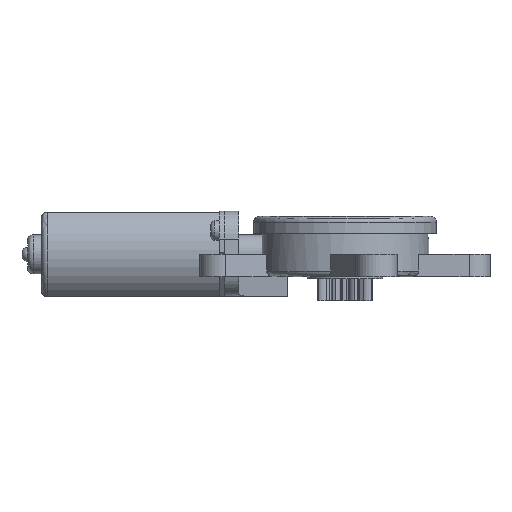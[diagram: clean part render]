
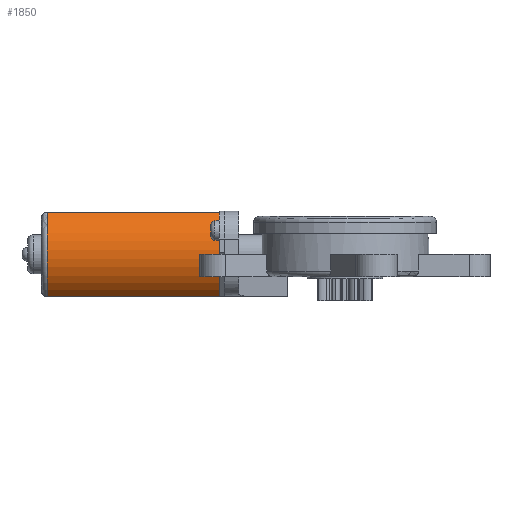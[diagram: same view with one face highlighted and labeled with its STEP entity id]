
A CAD part, front view. The second image highlights one B-rep face of the part: STEP entity #1850.
In plain terms, the highlighted cylindrical face has radius 19.5 mm (diameter 39 mm), a partial arc.
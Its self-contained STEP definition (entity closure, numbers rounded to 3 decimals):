
#104 = AXIS2_PLACEMENT_3D ( 'NONE', #10281, #4058, #1606 ) ;
#266 = AXIS2_PLACEMENT_3D ( 'NONE', #11490, #4023, #12728 ) ;
#739 = EDGE_CURVE ( 'NONE', #12420, #1504, #15385, .T. ) ;
#1504 = VERTEX_POINT ( 'NONE', #11791 ) ;
#1606 = DIRECTION ( 'NONE',  ( 0., 0., -1. ) ) ;
#1850 = ADVANCED_FACE ( 'NONE', ( #12649 ), #15554, .T. ) ;
#1858 = CARTESIAN_POINT ( 'NONE',  ( -108.95, 19.381, -12.15 ) ) ;
#3299 = VECTOR ( 'NONE', #5291, 1000. ) ;
#4023 = DIRECTION ( 'NONE',  ( 1., 0., 0. ) ) ;
#4058 = DIRECTION ( 'NONE',  ( 1., 0., 0. ) ) ;
#4908 = CIRCLE ( 'NONE', #9007, 19.5 ) ;
#5291 = DIRECTION ( 'NONE',  ( 1., 0., 0. ) ) ;
#5527 = CARTESIAN_POINT ( 'NONE',  ( -106.95, 19.381, 18.15 ) ) ;
#6288 = DIRECTION ( 'NONE',  ( -1., 0., 0. ) ) ;
#6593 = LINE ( 'NONE', #9000, #3299 ) ;
#6821 = DIRECTION ( 'NONE',  ( 1., 0., 0. ) ) ;
#7616 = VERTEX_POINT ( 'NONE', #5527 ) ;
#7762 = CARTESIAN_POINT ( 'NONE',  ( -106.95, 19.381, -12.15 ) ) ;
#7916 = ORIENTED_EDGE ( 'NONE', *, *, #14872, .T. ) ;
#8318 = EDGE_CURVE ( 'NONE', #7616, #12469, #6593, .T. ) ;
#9000 = CARTESIAN_POINT ( 'NONE',  ( -108.95, 19.381, 18.15 ) ) ;
#9007 = AXIS2_PLACEMENT_3D ( 'NONE', #13739, #6288, #14987 ) ;
#10084 = EDGE_CURVE ( 'NONE', #1504, #12469, #4908, .T. ) ;
#10281 = CARTESIAN_POINT ( 'NONE',  ( -108.95, 31.658, 3. ) ) ;
#11490 = CARTESIAN_POINT ( 'NONE',  ( -106.95, 31.658, 3. ) ) ;
#11791 = CARTESIAN_POINT ( 'NONE',  ( -45.15, 19.381, -12.15 ) ) ;
#12085 = ORIENTED_EDGE ( 'NONE', *, *, #739, .T. ) ;
#12096 = VECTOR ( 'NONE', #6821, 1000. ) ;
#12420 = VERTEX_POINT ( 'NONE', #7762 ) ;
#12469 = VERTEX_POINT ( 'NONE', #14086 ) ;
#12649 = FACE_OUTER_BOUND ( 'NONE', #15069, .T. ) ;
#12728 = DIRECTION ( 'NONE',  ( 0., 0., 1. ) ) ;
#13739 = CARTESIAN_POINT ( 'NONE',  ( -45.15, 31.658, 3. ) ) ;
#14086 = CARTESIAN_POINT ( 'NONE',  ( -45.15, 19.381, 18.15 ) ) ;
#14872 = EDGE_CURVE ( 'NONE', #7616, #12420, #15117, .T. ) ;
#14987 = DIRECTION ( 'NONE',  ( 0., 0., 1. ) ) ;
#15069 = EDGE_LOOP ( 'NONE', ( #15718, #7916, #12085, #15560 ) ) ;
#15117 = CIRCLE ( 'NONE', #266, 19.5 ) ;
#15385 = LINE ( 'NONE', #1858, #12096 ) ;
#15554 = CYLINDRICAL_SURFACE ( 'NONE', #104, 19.5 ) ;
#15560 = ORIENTED_EDGE ( 'NONE', *, *, #10084, .T. ) ;
#15718 = ORIENTED_EDGE ( 'NONE', *, *, #8318, .F. ) ;
